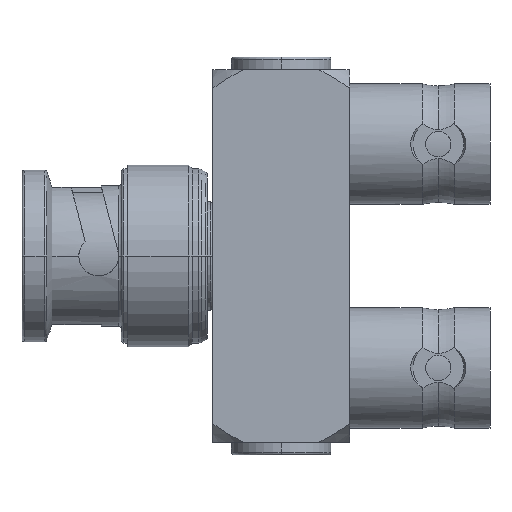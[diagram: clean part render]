
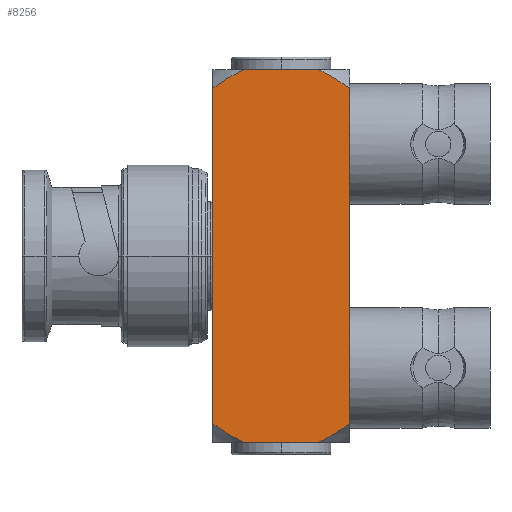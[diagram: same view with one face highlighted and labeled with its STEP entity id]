
A CAD part, left-side view. The second image highlights one B-rep face of the part: STEP entity #8256.
In plain terms, the highlighted planar face has unit normal (-1, 0, 0).
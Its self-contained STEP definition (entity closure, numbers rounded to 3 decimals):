
#97 = CARTESIAN_POINT ( 'NONE',  ( -5.5, -3.467, -29.79 ) ) ;
#307 = B_SPLINE_CURVE_WITH_KNOTS ( 'NONE', 3,
 ( #20918, #7738, #23146, #9944, #25358, #12164 ),
 .UNSPECIFIED., .F., .F.,
 ( 4, 2, 4 ),
 ( 0.009, 0.01, 0.012 ),
 .UNSPECIFIED. ) ;
#1272 = VERTEX_POINT ( 'NONE', #24152 ) ;
#1890 = CARTESIAN_POINT ( 'NONE',  ( -5.5, 5.5, -28.502 ) ) ;
#2418 = VERTEX_POINT ( 'NONE', #4940 ) ;
#3430 = CARTESIAN_POINT ( 'NONE',  ( -5.5, 3.467, -0.21 ) ) ;
#3650 = ORIENTED_EDGE ( 'NONE', *, *, #27959, .T. ) ;
#3761 = CARTESIAN_POINT ( 'NONE',  ( -5.5, -5.5, -15. ) ) ;
#4103 = CARTESIAN_POINT ( 'NONE',  ( -5.5, 3.465, -29.791 ) ) ;
#4110 = VECTOR ( 'NONE', #5966, 1000. ) ;
#4462 = DIRECTION ( 'NONE',  ( -1., 0., 0. ) ) ;
#4578 = AXIS2_PLACEMENT_3D ( 'NONE', #17666, #4462, #19890 ) ;
#4636 = VERTEX_POINT ( 'NONE', #27810 ) ;
#4940 = CARTESIAN_POINT ( 'NONE',  ( -5.5, -3.031, 0. ) ) ;
#5460 = EDGE_CURVE ( 'NONE', #4636, #2418, #307, .T. ) ;
#5634 = CARTESIAN_POINT ( 'NONE',  ( -5.5, 4.706, -0.952 ) ) ;
#5966 = DIRECTION ( 'NONE',  ( 0., 0., 1. ) ) ;
#6320 = ORIENTED_EDGE ( 'NONE', *, *, #21841, .T. ) ;
#6746 = CARTESIAN_POINT ( 'NONE',  ( -5.5, -4.706, -29.048 ) ) ;
#6764 = ORIENTED_EDGE ( 'NONE', *, *, #5460, .T. ) ;
#7100 = ORIENTED_EDGE ( 'NONE', *, *, #25097, .F. ) ;
#7288 = CARTESIAN_POINT ( 'NONE',  ( -5.5, -5.5, -28.502 ) ) ;
#7738 = CARTESIAN_POINT ( 'NONE',  ( -5.5, -5.107, -1.221 ) ) ;
#7762 = EDGE_CURVE ( 'NONE', #24068, #19716, #7950, .T. ) ;
#7882 = CARTESIAN_POINT ( 'NONE',  ( -5.5, 5.5, -1.498 ) ) ;
#7950 = B_SPLINE_CURVE_WITH_KNOTS ( 'NONE', 3,
 ( #1890, #21634, #23791, #17302, #4103, #19535 ),
 .UNSPECIFIED., .F., .F.,
 ( 4, 2, 4 ),
 ( 0.009, 0.01, 0.012 ),
 .UNSPECIFIED. ) ;
#8256 = ADVANCED_FACE ( 'NONE', ( #26962 ), #8828, .T. ) ;
#8828 = PLANE ( 'NONE',  #4578 ) ;
#9000 = CARTESIAN_POINT ( 'NONE',  ( -5.5, -5.5, -28.502 ) ) ;
#9067 = CARTESIAN_POINT ( 'NONE',  ( -5.5, -3.031, -30. ) ) ;
#9390 = VECTOR ( 'NONE', #23510, 1000. ) ;
#9944 = CARTESIAN_POINT ( 'NONE',  ( -5.5, -3.887, -0.447 ) ) ;
#10621 = ORIENTED_EDGE ( 'NONE', *, *, #11395, .T. ) ;
#10775 = B_SPLINE_CURVE_WITH_KNOTS ( 'NONE', 3,
 ( #15517, #97, #19956, #6746, #22171, #9000 ),
 .UNSPECIFIED., .F., .F.,
 ( 4, 2, 4 ),
 ( 0.018, 0.019, 0.021 ),
 .UNSPECIFIED. ) ;
#11395 = EDGE_CURVE ( 'NONE', #16923, #1272, #18513, .T. ) ;
#12164 = CARTESIAN_POINT ( 'NONE',  ( -5.5, -3.031, 0. ) ) ;
#14434 = CARTESIAN_POINT ( 'NONE',  ( -5.5, 3.031, 0. ) ) ;
#15517 = CARTESIAN_POINT ( 'NONE',  ( -5.5, -3.031, -30. ) ) ;
#16309 = VECTOR ( 'NONE', #24586, 1000. ) ;
#16497 = CARTESIAN_POINT ( 'NONE',  ( -5.5, 5.5, -28.502 ) ) ;
#16923 = VERTEX_POINT ( 'NONE', #24751 ) ;
#16997 = LINE ( 'NONE', #20232, #16309 ) ;
#17302 = CARTESIAN_POINT ( 'NONE',  ( -5.5, 3.887, -29.553 ) ) ;
#17666 = CARTESIAN_POINT ( 'NONE',  ( -5.5, 5.5, -15. ) ) ;
#18107 = VECTOR ( 'NONE', #18163, 1000. ) ;
#18163 = DIRECTION ( 'NONE',  ( 0., -1., 0. ) ) ;
#18513 = B_SPLINE_CURVE_WITH_KNOTS ( 'NONE', 3,
 ( #14434, #3430, #18846, #5634, #21053, #7882 ),
 .UNSPECIFIED., .F., .F.,
 ( 4, 2, 4 ),
 ( 0.018, 0.019, 0.021 ),
 .UNSPECIFIED. ) ;
#18809 = LINE ( 'NONE', #20383, #18107 ) ;
#18846 = CARTESIAN_POINT ( 'NONE',  ( -5.5, 3.887, -0.447 ) ) ;
#19535 = CARTESIAN_POINT ( 'NONE',  ( -5.5, 3.031, -30. ) ) ;
#19716 = VERTEX_POINT ( 'NONE', #26576 ) ;
#19758 = VERTEX_POINT ( 'NONE', #9067 ) ;
#19890 = DIRECTION ( 'NONE',  ( 0., 0., 1. ) ) ;
#19956 = CARTESIAN_POINT ( 'NONE',  ( -5.5, -3.887, -29.553 ) ) ;
#20232 = CARTESIAN_POINT ( 'NONE',  ( -5.5, 5.5, -15. ) ) ;
#20383 = CARTESIAN_POINT ( 'NONE',  ( -5.5, 5.5, -30. ) ) ;
#20857 = EDGE_CURVE ( 'NONE', #19758, #23492, #10775, .T. ) ;
#20918 = CARTESIAN_POINT ( 'NONE',  ( -5.5, -5.5, -1.498 ) ) ;
#21053 = CARTESIAN_POINT ( 'NONE',  ( -5.5, 5.106, -1.22 ) ) ;
#21262 = CARTESIAN_POINT ( 'NONE',  ( -5.5, 5.5, 0. ) ) ;
#21634 = CARTESIAN_POINT ( 'NONE',  ( -5.5, 5.107, -28.779 ) ) ;
#21694 = LINE ( 'NONE', #3761, #4110 ) ;
#21841 = EDGE_CURVE ( 'NONE', #19716, #19758, #18809, .T. ) ;
#22171 = CARTESIAN_POINT ( 'NONE',  ( -5.5, -5.106, -28.78 ) ) ;
#22345 = ORIENTED_EDGE ( 'NONE', *, *, #26824, .F. ) ;
#23146 = CARTESIAN_POINT ( 'NONE',  ( -5.5, -4.708, -0.953 ) ) ;
#23214 = ORIENTED_EDGE ( 'NONE', *, *, #20857, .T. ) ;
#23492 = VERTEX_POINT ( 'NONE', #7288 ) ;
#23510 = DIRECTION ( 'NONE',  ( 0., -1., 0. ) ) ;
#23791 = CARTESIAN_POINT ( 'NONE',  ( -5.5, 4.708, -29.047 ) ) ;
#24056 = ORIENTED_EDGE ( 'NONE', *, *, #7762, .T. ) ;
#24068 = VERTEX_POINT ( 'NONE', #16497 ) ;
#24152 = CARTESIAN_POINT ( 'NONE',  ( -5.5, 5.5, -1.498 ) ) ;
#24586 = DIRECTION ( 'NONE',  ( 0., 0., 1. ) ) ;
#24751 = CARTESIAN_POINT ( 'NONE',  ( -5.5, 3.031, 0. ) ) ;
#25097 = EDGE_CURVE ( 'NONE', #16923, #2418, #26949, .T. ) ;
#25358 = CARTESIAN_POINT ( 'NONE',  ( -5.5, -3.465, -0.209 ) ) ;
#26576 = CARTESIAN_POINT ( 'NONE',  ( -5.5, 3.031, -30. ) ) ;
#26673 = EDGE_LOOP ( 'NONE', ( #22345, #24056, #6320, #23214, #3650, #6764, #7100, #10621 ) ) ;
#26824 = EDGE_CURVE ( 'NONE', #24068, #1272, #16997, .T. ) ;
#26949 = LINE ( 'NONE', #21262, #9390 ) ;
#26962 = FACE_OUTER_BOUND ( 'NONE', #26673, .T. ) ;
#27810 = CARTESIAN_POINT ( 'NONE',  ( -5.5, -5.5, -1.498 ) ) ;
#27959 = EDGE_CURVE ( 'NONE', #23492, #4636, #21694, .T. ) ;
